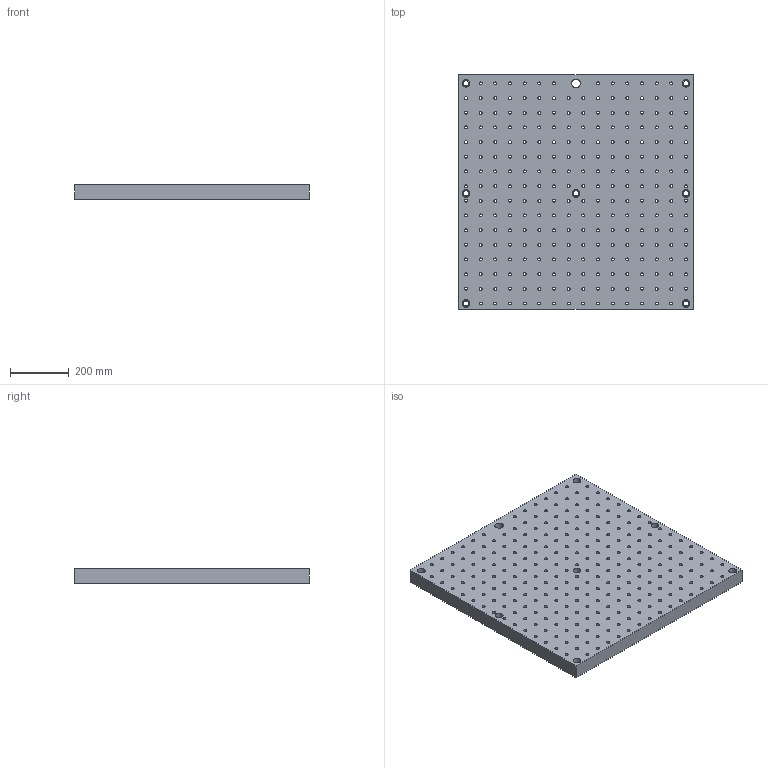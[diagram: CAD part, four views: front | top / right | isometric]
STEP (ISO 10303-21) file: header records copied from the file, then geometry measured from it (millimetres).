
FILE_DESCRIPTION( ( 'Unknown' ), '1' );
FILE_NAME( 'BP15-50800-0800-12.stp', 'Unknown', ( 'S.C.H' ), ( 'Unknown' ), 'XStep 1.0', 'Unknown', ' ' );
FILE_SCHEMA( ( 'CONFIG_CONTROL_DESIGN' ) );
Length unit declared in the file: millimetre
Products named in the file (1): 1
Bounding box: 800 x 800 x 50 mm (x, y, z)
Volume: 30827848.2 mm3; surface area: 1822491.8 mm2
Topology: 1 solids, 1 shells, 282 faces, 952 edges, 679 vertices
Faces by surface type: cylinder 267, plane 13, cone 2
Full cylindrical faces by diameter (mm): 10.106 x250, 14 x2, 18 x7, 26 x7, 30 x1
Entity records: 9340 total; most frequent: DIRECTION 1646, CARTESIAN_POINT 1373, ORIENTED_EDGE 1092, EDGE_LOOP 1074, AXIS2_PLACEMENT_3D 817, FACE_OUTER_BOUND 549, EDGE_CURVE 546, VERTEX_POINT 544
